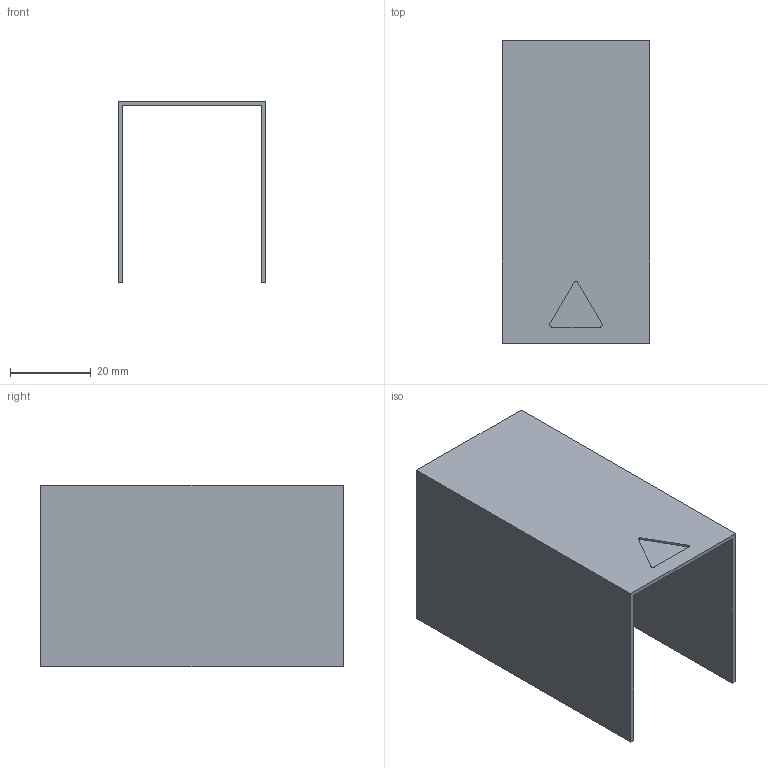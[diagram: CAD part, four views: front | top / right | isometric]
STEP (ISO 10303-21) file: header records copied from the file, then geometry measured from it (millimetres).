
FILE_DESCRIPTION((''),'2;1');
FILE_NAME('3d_GEX8232.stp','2012-10-03T11:04:05',(''),(''),'Mechanical Desktop 2011','Mechanical Desktop 2011',', , ');
FILE_SCHEMA(('CONFIG_CONTROL_DESIGN'));
Length unit declared in the file: millimetre
Products named in the file (1): Product
Bounding box: 36.5 x 75 x 45 mm (x, y, z)
Volume: 9296.7 mm3; surface area: 19093.6 mm2
Topology: 1 solids, 1 shells, 17 faces, 42 edges, 28 vertices
Faces by surface type: plane 14, cylinder 3
Entity records: 597 total; most frequent: CARTESIAN_POINT 88, DIRECTION 84, ORIENTED_EDGE 84, EDGE_CURVE 42, VECTOR 36, LINE 36, VERTEX_POINT 28, AXIS2_PLACEMENT_3D 24
